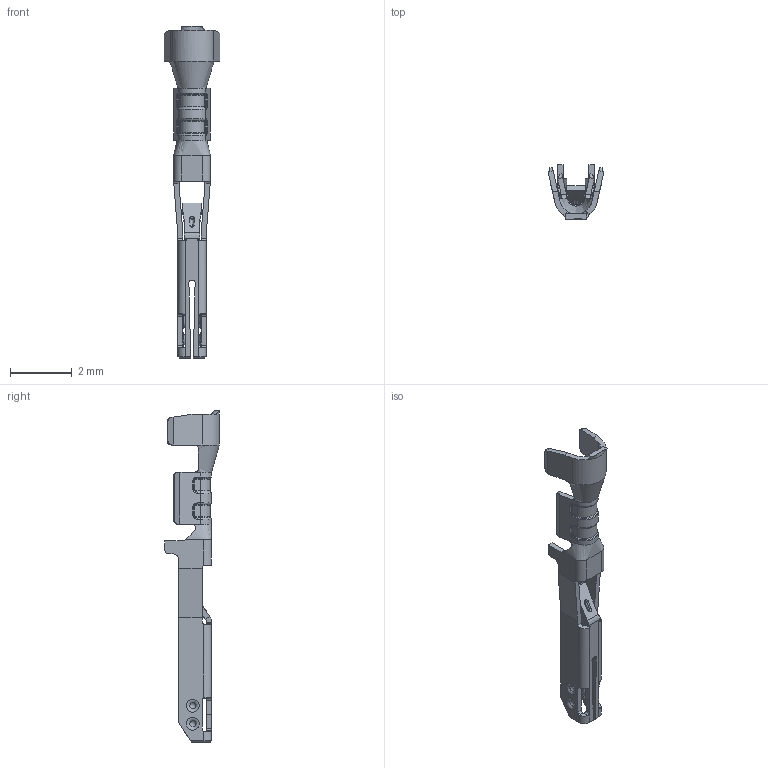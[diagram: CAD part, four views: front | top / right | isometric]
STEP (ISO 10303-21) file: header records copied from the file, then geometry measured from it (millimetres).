
FILE_DESCRIPTION( ('This file contains a STEP AP42 implementation' ,'as created by ZW3D STEP Interface translator.') ,'2;1' );
FILE_NAME( 'WF2508-TCXX0X.stp' ,'24 1 4.154728', (''), ('ZWCAD Software Co.'), 'Version 1.0', 'ZW3D to STEP translator', '' );
FILE_SCHEMA(('AUTOMOTIVE_DESIGN { 1 0 10303 214 1 1 1 1 }'));
Length unit declared in the file: millimetre
Products named in the file (2): 0; WF2508-TCXX0X
Bounding box: 1.79 x 1.77 x 10.78 mm (x, y, z)
Volume: 4.3 mm3; surface area: 60.2 mm2
Topology: 1 solids, 1 shells, 322 faces, 814 edges, 492 vertices
Faces by surface type: cylinder 129, plane 100, torus 60, bspline 19, sphere 10, cone 4
Entity records: 12994 total; most frequent: CARTESIAN_POINT 4981, ORIENTED_EDGE 1628, DIRECTION 1616, EDGE_CURVE 814, AXIS2_PLACEMENT_3D 608, VERTEX_POINT 498, VECTOR 400, LINE 400
